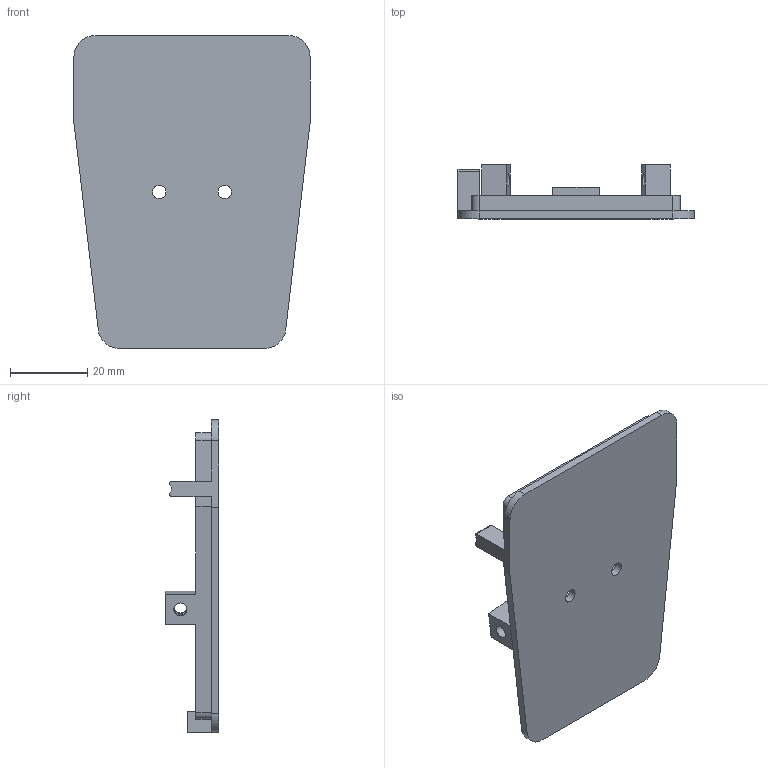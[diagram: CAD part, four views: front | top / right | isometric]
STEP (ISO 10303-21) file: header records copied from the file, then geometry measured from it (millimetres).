
FILE_DESCRIPTION(/* description */ (''),/* implementation_level */ '2;1');
FILE_NAME(/* name */ 'part3A-drilled_back.stp',/* time_stamp */ '2024-03-02T13:21:39+01:00',/* author */ ('Utente'),/* organization */ (''),/* preprocessor_version */ 'ST-DEVELOPER v20',/* originating_system */ 'Autodesk Inventor 2024',/* authorisation */ '');
FILE_SCHEMA (('AUTOMOTIVE_DESIGN { 1 0 10303 214 3 1 1 }'));
Length unit declared in the file: millimetre
Products named in the file (1): Parte 3A - retro a pressione forato
Bounding box: 61.25 x 14 x 81.25 mm (x, y, z)
Volume: 12264.4 mm3; surface area: 12546.6 mm2
Topology: 1 solids, 1 shells, 78 faces, 222 edges, 148 vertices
Faces by surface type: plane 55, cylinder 23
Full cylindrical faces by diameter (mm): 3.4 x4, 3.5 x2
Entity records: 2686 total; most frequent: CARTESIAN_POINT 449, ORIENTED_EDGE 444, DIRECTION 426, EDGE_CURVE 222, LINE 176, VECTOR 176, VERTEX_POINT 148, AXIS2_PLACEMENT_3D 125
